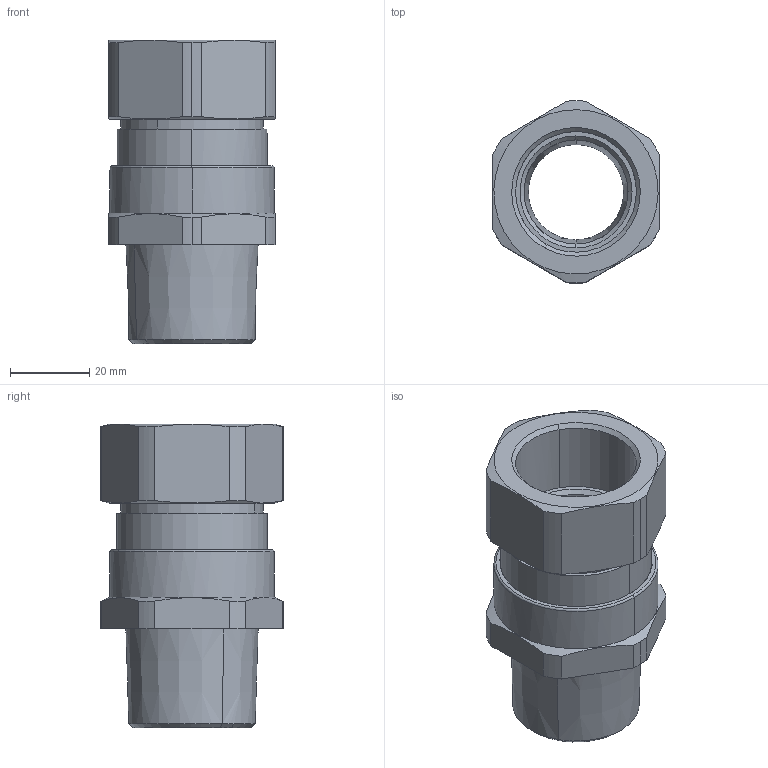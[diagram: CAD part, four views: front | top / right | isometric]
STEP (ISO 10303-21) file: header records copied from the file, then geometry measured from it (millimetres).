
FILE_DESCRIPTION(('CATIA V5 STEP Exchange','CAx-IF Rec.Pracs.--- Model Styling and Organization---1.4--- 2014-01-23'),'2;1');
FILE_NAME ('D1550948_0_1187500000_1187500000.stp','2022-09-22T06:34:47+00:00',('none'),('Weidmueller'),'CATIA Version 5-6 Release 2016 SP3 HF44','CATIA V5 STEP AP214','none');
FILE_SCHEMA(('AUTOMOTIVE_DESIGN { 1 0 10303 214 1 1 1 1 }'));
Length unit declared in the file: millimetre
Products named in the file (1): A2LC/32/NPT1-M32F-WM
Bounding box: 42 x 46 x 76.75 mm (x, y, z)
Volume: 46938.5 mm3; surface area: 23608.4 mm2
Topology: 2 solids, 2 shells, 96 faces, 243 edges, 158 vertices
Faces by surface type: cylinder 36, cone 31, plane 23, torus 6
Entity records: 3006 total; most frequent: CARTESIAN_POINT 761, ORIENTED_EDGE 486, DIRECTION 375, EDGE_CURVE 243, AXIS2_PLACEMENT_3D 207, VERTEX_POINT 158, CIRCLE 122, EDGE_LOOP 107
